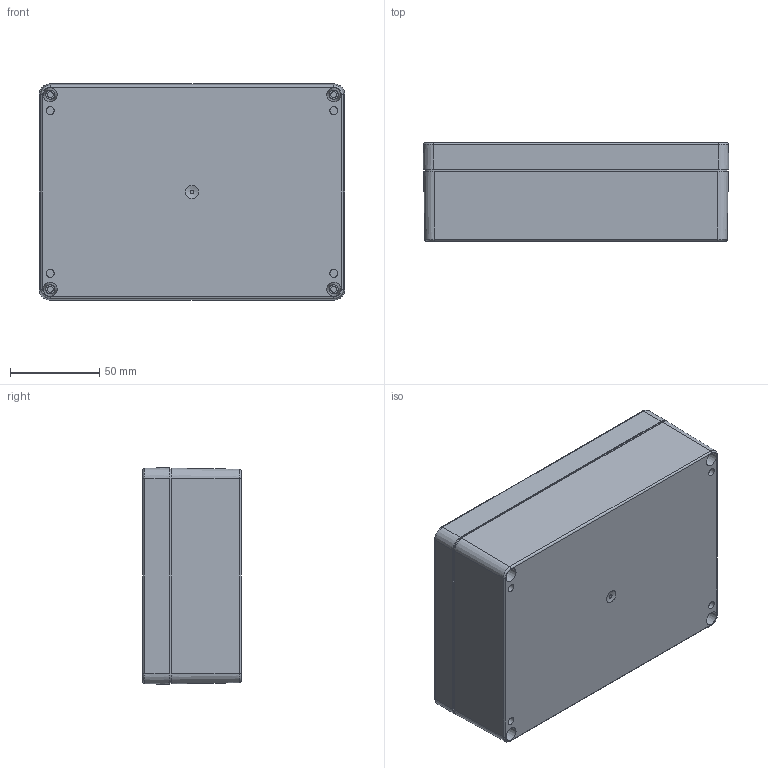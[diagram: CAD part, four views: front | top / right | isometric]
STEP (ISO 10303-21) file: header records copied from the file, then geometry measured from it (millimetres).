
FILE_DESCRIPTION (( 'STEP AP214' ), '1' );
FILE_NAME ('WC-24+1508.STEP', '2011-09-09T16:46:49', ( 'Designer2010' ), ( '' ), 'SwSTEP 2.0', 'SolidWorks 2011', '' );
FILE_SCHEMA (( 'AUTOMOTIVE_DESIGN' ));
Length unit declared in the file: inch
Products named in the file (6): SCREWS-SSM4-20-4; SCREWS-SSM4-20; WP-24B+15-PCB_WP-24B*15-PCB; WC-24C+08_WC-24C*08; WP-24B+15_WP-24B*15; WC-24+1508
Assembly tree (8 placements, depth 3):
  WC-24+1508
    WC-24C+08_WC-24C*08
    WP-24B+15_WP-24B*15
    WP-24B+15-PCB_WP-24B*15-PCB
    SCREWS-SSM4-20-4
      SCREWS-SSM4-20  x4
Bounding box: 170.89 x 54.99 x 120.93 mm (x, y, z)
Volume: 250029.9 mm3; surface area: 200074.2 mm2
Topology: 16 solids, 16 shells, 749 faces, 1877 edges, 1221 vertices
Faces by surface type: plane 443, cylinder 120, cone 104, bspline 60, torus 20, sphere 2
Full cylindrical faces by diameter (mm): 1.905 x4, 2.286 x2, 2.5 x4, 3.3 x4, 3.429 x6, 3.5 x4, 3.607 x4, 3.988 x8, 4 x4, 4.064 x4, 4.369 x12, 5.08 x8, 8.128 x4
Entity records: 21816 total; most frequent: CARTESIAN_POINT 5008, ORIENTED_EDGE 3074, DIRECTION 3058, EDGE_CURVE 1537, AXIS2_PLACEMENT_3D 1079, VERTEX_POINT 1053, VECTOR 900, LINE 900
